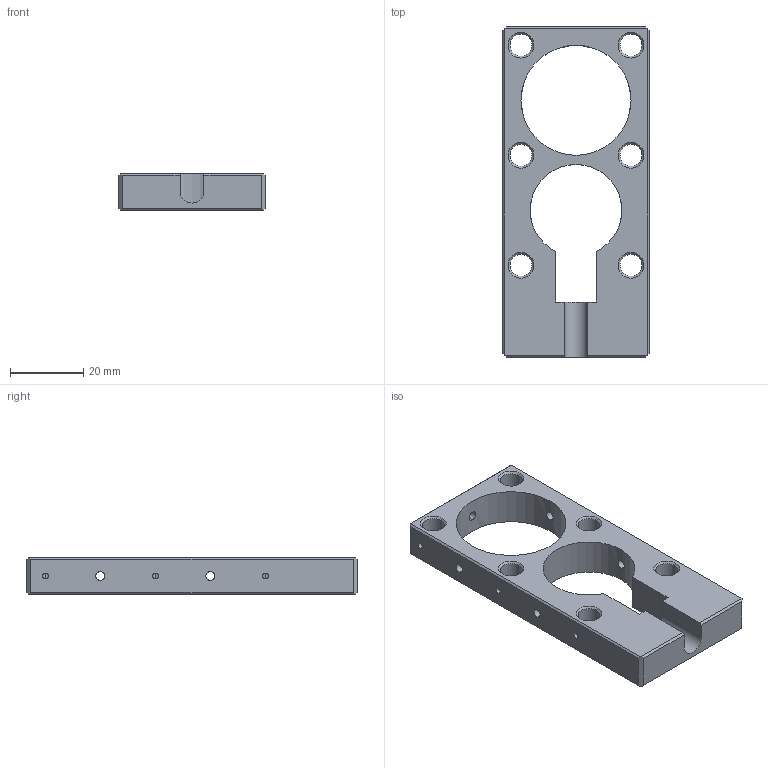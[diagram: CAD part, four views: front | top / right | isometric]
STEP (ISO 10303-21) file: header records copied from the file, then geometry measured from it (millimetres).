
FILE_DESCRIPTION (( 'STEP AP203' ), '1' );
FILE_NAME ('GCT-020113 俋倛芞.STEP', '2017-07-25T03:50:35', ( 'Lxtx999.CoM' ), ( 'Lxtx999.CoM' ), 'SwSTEP 2.0', 'SolidWorks 2012', '' );
FILE_SCHEMA (( 'CONFIG_CONTROL_DESIGN' ));
Length unit declared in the file: millimetre
Products named in the file (1): GCT-020113 俋倛芞
Bounding box: 40 x 90 x 10 mm (x, y, z)
Volume: 19909 mm3; surface area: 10002.3 mm2
Topology: 1 solids, 1 shells, 88 faces, 239 edges, 142 vertices
Faces by surface type: cylinder 40, cone 24, plane 24
Entity records: 3216 total; most frequent: CARTESIAN_POINT 848, ORIENTED_EDGE 478, DIRECTION 477, EDGE_CURVE 239, AXIS2_PLACEMENT_3D 171, VERTEX_POINT 142, LINE 135, VECTOR 135
